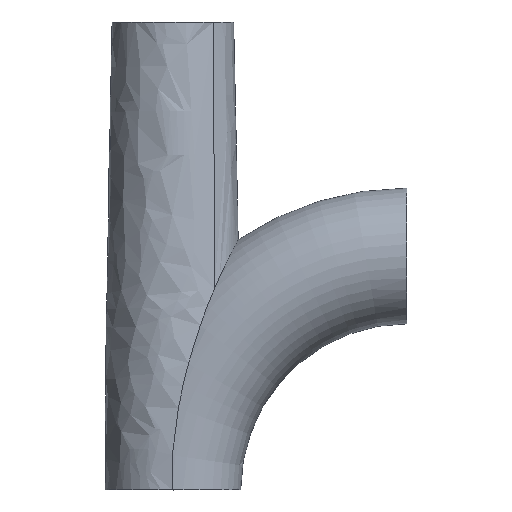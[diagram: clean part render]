
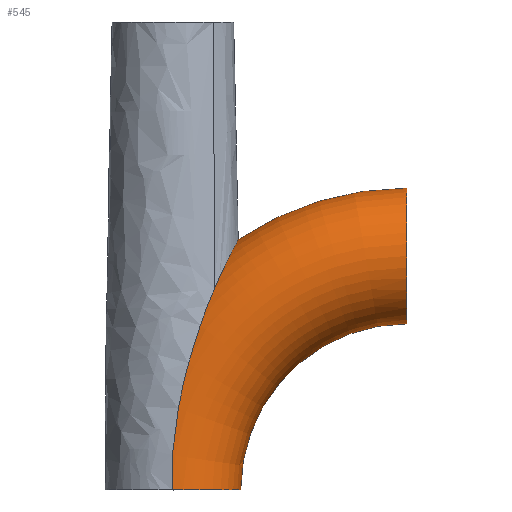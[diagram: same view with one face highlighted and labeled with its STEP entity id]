
A CAD part, top view. The second image highlights one B-rep face of the part: STEP entity #545.
In plain terms, the highlighted toroidal (fillet/blend) face has major radius 50 mm and minor radius 14.5 mm.
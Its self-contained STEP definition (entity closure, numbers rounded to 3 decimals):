
#5 = CARTESIAN_POINT ( 'NONE',  ( -0.113, 7.401, 14.485 ) ) ;
#17 = CARTESIAN_POINT ( 'NONE',  ( 0.799, 15.124, 14.43 ) ) ;
#21 = CARTESIAN_POINT ( 'NONE',  ( 0.189, 10.498, 14.474 ) ) ;
#54 = VERTEX_POINT ( 'NONE', #922 ) ;
#67 = CARTESIAN_POINT ( 'NONE',  ( -0.115, 2.467, 14.497 ) ) ;
#74 = FACE_OUTER_BOUND ( 'NONE', #353, .T. ) ;
#90 = CARTESIAN_POINT ( 'NONE',  ( 12.891, 51.445, 5.47 ) ) ;
#111 = AXIS2_PLACEMENT_3D ( 'NONE', #1090, #356, #785 ) ;
#117 = CARTESIAN_POINT ( 'NONE',  ( 11.57, 48.804, 7.98 ) ) ;
#118 = CARTESIAN_POINT ( 'NONE',  ( 2.253, 22.746, 14.218 ) ) ;
#130 = CARTESIAN_POINT ( 'NONE',  ( 0.03, 8.95, 14.481 ) ) ;
#137 = DIRECTION ( 'NONE',  ( 0., 0., 1. ) ) ;
#150 = ORIENTED_EDGE ( 'NONE', *, *, #189, .T. ) ;
#153 = CARTESIAN_POINT ( 'NONE',  ( -0.115, 4.934, 14.493 ) ) ;
#189 = EDGE_CURVE ( 'NONE', #457, #766, #1143, .T. ) ;
#200 = CIRCLE ( 'NONE', #858, 14.5 ) ;
#201 = CARTESIAN_POINT ( 'NONE',  ( 13.961, 53.493, 0.722 ) ) ;
#214 = CARTESIAN_POINT ( 'NONE',  ( 6.13, 35.96, 12.868 ) ) ;
#271 = DIRECTION ( 'NONE',  ( -1., 0., 0. ) ) ;
#292 = CARTESIAN_POINT ( 'NONE',  ( -0.113, 0., 14.499 ) ) ;
#305 = CARTESIAN_POINT ( 'NONE',  ( 10.775, 47.144, 9.064 ) ) ;
#334 = AXIS2_PLACEMENT_3D ( 'NONE', #1040, #840, #137 ) ;
#343 = CARTESIAN_POINT ( 'NONE',  ( 14.5, 0., 0. ) ) ;
#349 = CARTESIAN_POINT ( 'NONE',  ( 8.897, 42.966, 10.989 ) ) ;
#353 = EDGE_LOOP ( 'NONE', ( #789, #1047, #150, #678, #543, #1184, #1194 ) ) ;
#356 = DIRECTION ( 'NONE',  ( 0., 0., -1. ) ) ;
#376 = CARTESIAN_POINT ( 'NONE',  ( 13.696, 52.992, 2.78 ) ) ;
#382 = DIRECTION ( 'NONE',  ( 0., 0., -1. ) ) ;
#396 = DIRECTION ( 'NONE',  ( 0., 0., -1. ) ) ;
#410 = CARTESIAN_POINT ( 'NONE',  ( 8.897, 42.966, 10.989 ) ) ;
#457 = VERTEX_POINT ( 'NONE', #349 ) ;
#479 = CARTESIAN_POINT ( 'NONE',  ( -0.113, 0., 14.499 ) ) ;
#483 = CARTESIAN_POINT ( 'NONE',  ( 13.962, 53.493, 0. ) ) ;
#495 = CARTESIAN_POINT ( 'NONE',  ( 12.558, 50.792, 6.243 ) ) ;
#503 = CARTESIAN_POINT ( 'NONE',  ( 50., 64.5, 0. ) ) ;
#506 = AXIS2_PLACEMENT_3D ( 'NONE', #587, #396, #691 ) ;
#514 = CARTESIAN_POINT ( 'NONE',  ( 0.575, 13.584, 14.448 ) ) ;
#524 = EDGE_CURVE ( 'NONE', #766, #662, #1013, .T. ) ;
#527 = CIRCLE ( 'NONE', #506, 35.5 ) ;
#529 = CARTESIAN_POINT ( 'NONE',  ( 9.429, 44.207, 10.533 ) ) ;
#540 = CARTESIAN_POINT ( 'NONE',  ( 6.651, 37.383, 12.588 ) ) ;
#543 = ORIENTED_EDGE ( 'NONE', *, *, #1103, .T. ) ;
#545 = ADVANCED_FACE ( 'NONE', ( #74 ), #1113, .T. ) ;
#575 = CARTESIAN_POINT ( 'NONE',  ( -0.113, 7.401, 14.485 ) ) ;
#587 = CARTESIAN_POINT ( 'NONE',  ( 50., 0., 0. ) ) ;
#594 = CARTESIAN_POINT ( 'NONE',  ( 13.473, 52.569, 3.74 ) ) ;
#601 = CARTESIAN_POINT ( 'NONE',  ( 13.298, 52.233, 4.343 ) ) ;
#612 = CARTESIAN_POINT ( 'NONE',  ( 13.907, 53.392, 1.424 ) ) ;
#621 = CARTESIAN_POINT ( 'NONE',  ( 2.607, 24.247, 14.145 ) ) ;
#640 = CARTESIAN_POINT ( 'NONE',  ( 11.045, 47.712, 8.722 ) ) ;
#662 = VERTEX_POINT ( 'NONE', #292 ) ;
#670 = VERTEX_POINT ( 'NONE', #503 ) ;
#678 = ORIENTED_EDGE ( 'NONE', *, *, #524, .T. ) ;
#691 = DIRECTION ( 'NONE',  ( -1., 0., 0. ) ) ;
#721 = CARTESIAN_POINT ( 'NONE',  ( 4.645, 31.646, 13.568 ) ) ;
#729 = CARTESIAN_POINT ( 'NONE',  ( 50., 35.5, 0. ) ) ;
#748 = CARTESIAN_POINT ( 'NONE',  ( 8.897, 42.966, 10.989 ) ) ;
#763 = DIRECTION ( 'NONE',  ( 0., 0., 1. ) ) ;
#766 = VERTEX_POINT ( 'NONE', #5 ) ;
#785 = DIRECTION ( 'NONE',  ( -1., 0., 0. ) ) ;
#788 = CARTESIAN_POINT ( 'NONE',  ( 13.203, 52.049, 4.635 ) ) ;
#789 = ORIENTED_EDGE ( 'NONE', *, *, #1273, .F. ) ;
#823 = CARTESIAN_POINT ( 'NONE',  ( 1.317, 18.193, 14.371 ) ) ;
#831 = VERTEX_POINT ( 'NONE', #729 ) ;
#833 = CARTESIAN_POINT ( 'NONE',  ( 8.308, 41.592, 11.493 ) ) ;
#840 = DIRECTION ( 'NONE',  ( 1., 0., 0. ) ) ;
#845 = CARTESIAN_POINT ( 'NONE',  ( 1.608, 19.719, 14.331 ) ) ;
#858 = AXIS2_PLACEMENT_3D ( 'NONE', #968, #979, #763 ) ;
#883 = B_SPLINE_CURVE_WITH_KNOTS ( 'NONE', 3,
 ( #483, #201, #612, #895, #376, #1309, #594, #601, #788, #1014, #90, #495, #906, #1329, #117, #640, #305, #930, #529, #410 ),
 .UNSPECIFIED., .F., .F.,
 ( 4, 2, 2, 2, 2, 2, 2, 2, 2, 4 ),
 ( 0.064, 0.066, 0.067, 0.068, 0.069, 0.07, 0.072, 0.075, 0.077, 0.081 ),
 .UNSPECIFIED. ) ;
#895 = CARTESIAN_POINT ( 'NONE',  ( 13.758, 53.109, 2.443 ) ) ;
#901 = CARTESIAN_POINT ( 'NONE',  ( 50., 0., 0. ) ) ;
#906 = CARTESIAN_POINT ( 'NONE',  ( 12.321, 50.321, 6.712 ) ) ;
#912 = EDGE_CURVE ( 'NONE', #670, #831, #1116, .T. ) ;
#918 = AXIS2_PLACEMENT_3D ( 'NONE', #901, #382, #271 ) ;
#922 = CARTESIAN_POINT ( 'NONE',  ( 13.962, 53.493, 0. ) ) ;
#930 = CARTESIAN_POINT ( 'NONE',  ( 9.969, 45.411, 10.008 ) ) ;
#931 = CARTESIAN_POINT ( 'NONE',  ( 7.74, 40.2, 11.9 ) ) ;
#968 = CARTESIAN_POINT ( 'NONE',  ( 0., 0., 0. ) ) ;
#979 = DIRECTION ( 'NONE',  ( 0., 1., 0. ) ) ;
#1013 = B_SPLINE_CURVE_WITH_KNOTS ( 'NONE', 3,
 ( #575, #153, #67, #479 ),
 .UNSPECIFIED., .F., .F.,
 ( 4, 4 ),
 ( 0., 1. ),
 .UNSPECIFIED. ) ;
#1014 = CARTESIAN_POINT ( 'NONE',  ( 12.999, 51.655, 5.199 ) ) ;
#1033 = CARTESIAN_POINT ( 'NONE',  ( -0.113, 7.401, 14.485 ) ) ;
#1040 = CARTESIAN_POINT ( 'NONE',  ( 50., 50., 0. ) ) ;
#1047 = ORIENTED_EDGE ( 'NONE', *, *, #1334, .T. ) ;
#1050 = CARTESIAN_POINT ( 'NONE',  ( 3.758, 28.716, 13.854 ) ) ;
#1087 = VERTEX_POINT ( 'NONE', #343 ) ;
#1090 = CARTESIAN_POINT ( 'NONE',  ( 50., 0., 0. ) ) ;
#1103 = EDGE_CURVE ( 'NONE', #662, #1087, #200, .T. ) ;
#1113 = TOROIDAL_SURFACE ( 'NONE', #111, 50., 14.5 ) ;
#1116 = CIRCLE ( 'NONE', #334, 14.5 ) ;
#1122 = CIRCLE ( 'NONE', #918, 64.5 ) ;
#1143 = B_SPLINE_CURVE_WITH_KNOTS ( 'NONE', 3,
 ( #748, #833, #931, #540, #214, #721, #1050, #621, #118, #845, #823, #17, #514, #21, #130, #1033 ),
 .UNSPECIFIED., .F., .F.,
 ( 4, 2, 2, 2, 2, 2, 2, 4 ),
 ( 0.081, 0.086, 0.091, 0.1, 0.105, 0.11, 0.115, 0.119 ),
 .UNSPECIFIED. ) ;
#1184 = ORIENTED_EDGE ( 'NONE', *, *, #1290, .T. ) ;
#1194 = ORIENTED_EDGE ( 'NONE', *, *, #912, .F. ) ;
#1273 = EDGE_CURVE ( 'NONE', #54, #670, #1122, .T. ) ;
#1290 = EDGE_CURVE ( 'NONE', #1087, #831, #527, .T. ) ;
#1309 = CARTESIAN_POINT ( 'NONE',  ( 13.553, 52.722, 3.428 ) ) ;
#1329 = CARTESIAN_POINT ( 'NONE',  ( 11.827, 49.327, 7.58 ) ) ;
#1334 = EDGE_CURVE ( 'NONE', #54, #457, #883, .T. ) ;
